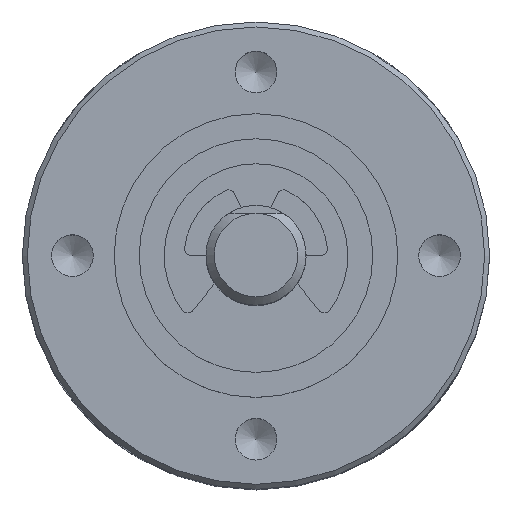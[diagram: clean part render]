
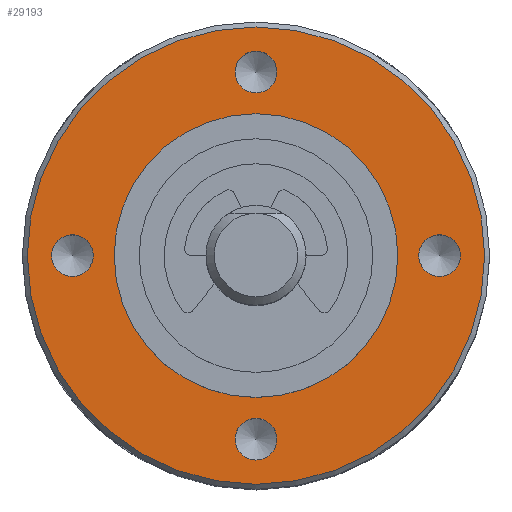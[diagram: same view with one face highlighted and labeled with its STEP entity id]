
A CAD part, top view. The second image highlights one B-rep face of the part: STEP entity #29193.
In plain terms, the highlighted planar face has unit normal (0, 0, 1).
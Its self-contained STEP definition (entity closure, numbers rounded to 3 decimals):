
#1485=CIRCLE('',#30855,1.25);
#1487=CIRCLE('',#30858,1.25);
#1489=CIRCLE('',#30861,1.25);
#1490=CIRCLE('',#30863,8.5);
#1491=CIRCLE('',#30864,1.25);
#1492=CIRCLE('',#30865,13.7);
#3895=ORIENTED_EDGE('',*,*,#11965,.T.);
#3896=ORIENTED_EDGE('',*,*,#11960,.T.);
#3897=ORIENTED_EDGE('',*,*,#11962,.T.);
#3898=ORIENTED_EDGE('',*,*,#11964,.T.);
#3899=ORIENTED_EDGE('',*,*,#11966,.T.);
#3900=ORIENTED_EDGE('',*,*,#11967,.T.);
#11960=EDGE_CURVE('',#16068,#16068,#1485,.T.);
#11962=EDGE_CURVE('',#16070,#16070,#1487,.T.);
#11964=EDGE_CURVE('',#16072,#16072,#1489,.T.);
#11965=EDGE_CURVE('',#16073,#16073,#1490,.T.);
#11966=EDGE_CURVE('',#16074,#16074,#1491,.T.);
#11967=EDGE_CURVE('',#16075,#16075,#1492,.T.);
#16068=VERTEX_POINT('',#41954);
#16070=VERTEX_POINT('',#41959);
#16072=VERTEX_POINT('',#41964);
#16073=VERTEX_POINT('',#41967);
#16074=VERTEX_POINT('',#41969);
#16075=VERTEX_POINT('',#41971);
#22170=EDGE_LOOP('',(#3895));
#22171=EDGE_LOOP('',(#3896));
#22172=EDGE_LOOP('',(#3897));
#22173=EDGE_LOOP('',(#3898));
#22174=EDGE_LOOP('',(#3899));
#22175=EDGE_LOOP('',(#3900));
#23921=FACE_BOUND('',#22170,.T.);
#23922=FACE_BOUND('',#22171,.T.);
#23923=FACE_BOUND('',#22172,.T.);
#23924=FACE_BOUND('',#22173,.T.);
#23925=FACE_BOUND('',#22174,.T.);
#23926=FACE_BOUND('',#22175,.T.);
#25626=PLANE('',#30862);
#29193=ADVANCED_FACE('',(#23921,#23922,#23923,#23924,#23925,#23926),#25626,
 .F.);
#30855=AXIS2_PLACEMENT_3D('',#41953,#34176,#34177);
#30858=AXIS2_PLACEMENT_3D('',#41958,#34182,#34183);
#30861=AXIS2_PLACEMENT_3D('',#41963,#34188,#34189);
#30862=AXIS2_PLACEMENT_3D('',#41965,#34190,#34191);
#30863=AXIS2_PLACEMENT_3D('',#41966,#34192,#34193);
#30864=AXIS2_PLACEMENT_3D('',#41968,#34194,#34195);
#30865=AXIS2_PLACEMENT_3D('',#41970,#34196,#34197);
#34176=DIRECTION('',(0.,0.,-1.));
#34177=DIRECTION('',(1.,0.,0.));
#34182=DIRECTION('',(0.,0.,-1.));
#34183=DIRECTION('',(1.,0.,0.));
#34188=DIRECTION('',(0.,0.,-1.));
#34189=DIRECTION('',(1.,0.,0.));
#34190=DIRECTION('',(0.,0.,-1.));
#34191=DIRECTION('',(-1.,0.,0.));
#34192=DIRECTION('',(0.,0.,-1.));
#34193=DIRECTION('',(-1.,0.,0.));
#34194=DIRECTION('',(0.,0.,-1.));
#34195=DIRECTION('',(1.,0.,0.));
#34196=DIRECTION('',(0.,0.,1.));
#34197=DIRECTION('',(-1.,0.,0.));
#41953=CARTESIAN_POINT('',(14.,25.011,-18.));
#41954=CARTESIAN_POINT('',(15.25,25.011,-18.));
#41958=CARTESIAN_POINT('',(25.,14.011,-18.));
#41959=CARTESIAN_POINT('',(26.25,14.011,-18.));
#41963=CARTESIAN_POINT('',(14.,3.011,-18.));
#41964=CARTESIAN_POINT('',(15.25,3.011,-18.));
#41965=CARTESIAN_POINT('',(14.,27.711,-18.));
#41966=CARTESIAN_POINT('',(14.,14.011,-18.));
#41967=CARTESIAN_POINT('',(5.5,14.011,-18.));
#41968=CARTESIAN_POINT('',(3.,14.011,-18.));
#41969=CARTESIAN_POINT('',(4.25,14.011,-18.));
#41970=CARTESIAN_POINT('',(14.,14.011,-18.));
#41971=CARTESIAN_POINT('',(0.3,14.011,-18.));
